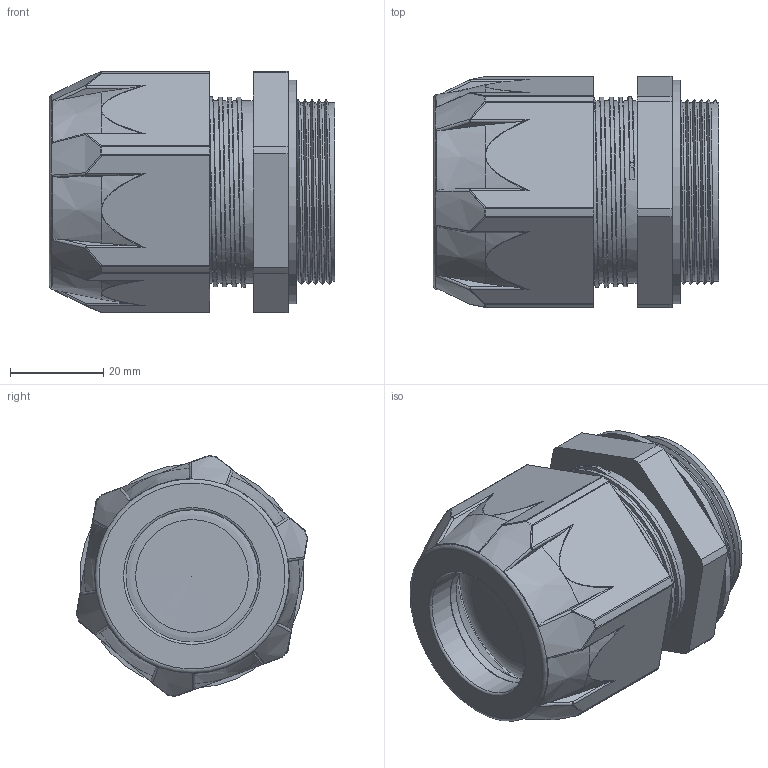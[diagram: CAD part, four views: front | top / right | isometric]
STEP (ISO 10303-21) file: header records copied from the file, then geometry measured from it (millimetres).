
FILE_DESCRIPTION(/* description */ ('Euro-Top-X-4.Generation M40x1,5, Ex e'),/* implementation_level */ '2;1');
FILE_NAME(/* name */ '85084540X4HISI-RST.stp',/* time_stamp */ '2020-02-20T12:57:11+01:00',/* author */ ('sl'),/* organization */ (''),/* preprocessor_version */ 'ST-DEVELOPER v16.5',/* originating_system */ 'Autodesk Inventor 2017',/* authorisation */ '');
FILE_SCHEMA (('AUTOMOTIVE_DESIGN { 1 0 10303 214 3 1 1 }'));
Length unit declared in the file: millimetre
Products named in the file (6): 85084540X4HISI; 85084540X4HI; 85084532X4HISI; 85084540X4HI_1; 85084540X4HISI_1; 85084540X4HI_2
Assembly tree (5 placements, depth 2):
  85084540X4HISI
    85084540X4HI
    85084532X4HISI
    85084540X4HI_1
    85084540X4HISI_1
    85084540X4HI_2
Bounding box: 61.13 x 49.56 x 51.66 mm (x, y, z)
Volume: 28410.2 mm3; surface area: 37972.2 mm2
Topology: 4 solids, 5 shells, 424 faces, 1145 edges, 726 vertices
Faces by surface type: plane 149, cylinder 135, bspline 54, torus 38, cone 24, sphere 24
Full cylindrical faces by diameter (mm): 28.33 x2, 28.49 x1, 28.83 x1, 29.3 x1, 32.35 x1, 33.35 x1, 34 x1, 36 x1, 38.178 x6, 38.66 x1, 38.85 x9, 39.168 x7, 40.372 x10, 48 x1
Entity records: 17913 total; most frequent: CARTESIAN_POINT 8101, ORIENTED_EDGE 2006, DIRECTION 1964, EDGE_CURVE 1003, AXIS2_PLACEMENT_3D 804, VERTEX_POINT 657, CIRCLE 449, EDGE_LOOP 444
